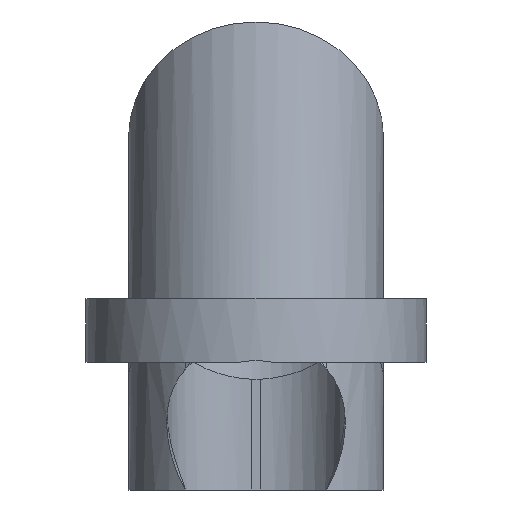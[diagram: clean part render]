
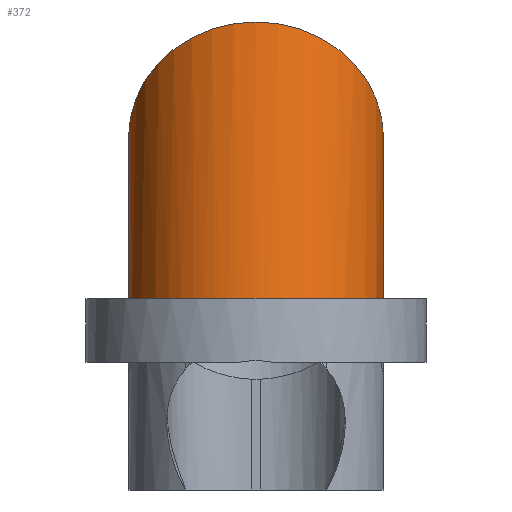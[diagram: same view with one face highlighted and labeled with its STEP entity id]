
A CAD part, front view. The second image highlights one B-rep face of the part: STEP entity #372.
In plain terms, the highlighted cylindrical face has radius 3 mm (diameter 6 mm), a partial arc.
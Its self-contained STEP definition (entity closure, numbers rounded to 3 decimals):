
#372=ADVANCED_FACE('',(#637),#639,.T.);
#637=FACE_BOUND('',#638,.T.);
#638=EDGE_LOOP('',(#832,#833,#834,#835));
#639=CYLINDRICAL_SURFACE('',#640,3.);
#640=AXIS2_PLACEMENT_3D('',#641,#642,#643);
#641=CARTESIAN_POINT('',(0.,-9.906,0.301));
#642=DIRECTION('',(0.,-0.906,-0.423));
#643=DIRECTION('',(1.,0.,0.));
#832=ORIENTED_EDGE('',*,*,#928,.F.);
#833=ORIENTED_EDGE('',*,*,#930,.F.);
#834=ORIENTED_EDGE('',*,*,#925,.F.);
#835=ORIENTED_EDGE('',*,*,#931,.F.);
#925=EDGE_CURVE('',#1077,#1079,#1080,.F.);
#928=EDGE_CURVE('',#1082,#1084,#1085,.T.);
#930=EDGE_CURVE('',#1079,#1082,#1087,.F.);
#931=EDGE_CURVE('',#1084,#1077,#1088,.T.);
#1077=VERTEX_POINT('',#1603);
#1079=VERTEX_POINT('',#1607);
#1080=CIRCLE('',#1608,3.);
#1082=VERTEX_POINT('',#1615);
#1084=VERTEX_POINT('',#1619);
#1085=(BOUNDED_CURVE()B_SPLINE_CURVE(3,
(#1620,#1621,#1622,#1623),
.UNSPECIFIED.,.F.,.F.)B_SPLINE_CURVE_WITH_KNOTS((4,4),
(0.,1.),
.UNSPECIFIED.)CURVE()GEOMETRIC_REPRESENTATION_ITEM()RATIONAL_B_SPLINE_CURVE((1.,
0.333,0.333,1.))REPRESENTATION_ITEM(''));
#1087=LINE('',#1627,#1628);
#1088=LINE('',#1630,#1631);
#1603=CARTESIAN_POINT('',(-3.,7.226,8.29));
#1607=CARTESIAN_POINT('',(3.,7.226,8.29));
#1608=AXIS2_PLACEMENT_3D('',#1609,#1610,#1611);
#1609=CARTESIAN_POINT('',(0.,7.226,8.29));
#1610=DIRECTION('',(0.,-0.906,-0.423));
#1611=DIRECTION('',(1.,0.,0.));
#1615=CARTESIAN_POINT('',(3.,-0.901,4.5));
#1619=CARTESIAN_POINT('',(-3.,-0.901,4.5));
#1620=CARTESIAN_POINT('',(3.,-0.901,4.5));
#1621=CARTESIAN_POINT('',(3.,-15.099,4.5));
#1622=CARTESIAN_POINT('',(-3.,-15.099,4.5));
#1623=CARTESIAN_POINT('',(-3.,-0.901,4.5));
#1627=CARTESIAN_POINT('',(3.,-0.901,4.5));
#1628=VECTOR('',#1629,1.);
#1629=DIRECTION('',(0.,0.906,0.423));
#1630=CARTESIAN_POINT('',(-3.,-0.901,4.5));
#1631=VECTOR('',#1632,1.);
#1632=DIRECTION('',(0.,0.906,0.423));
